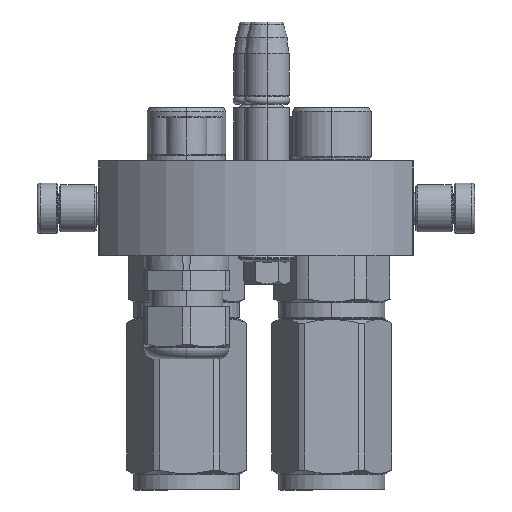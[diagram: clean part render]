
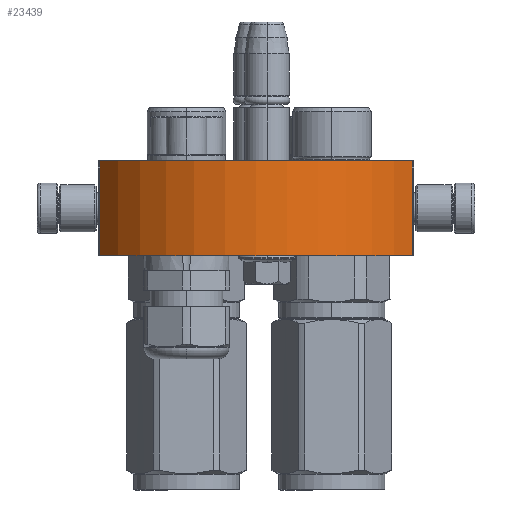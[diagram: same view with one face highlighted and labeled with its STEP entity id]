
A CAD part, left-side view. The second image highlights one B-rep face of the part: STEP entity #23439.
In plain terms, the highlighted cylindrical face has radius 57.25 mm (diameter 114.5 mm), a partial arc.
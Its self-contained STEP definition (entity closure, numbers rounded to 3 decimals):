
#4378 = EDGE_CURVE ( 'NONE', #24775, #28290, #24902, .T. ) ;
#6248 = VERTEX_POINT ( 'NONE', #39080 ) ;
#6872 = AXIS2_PLACEMENT_3D ( 'NONE', #31789, #35413, #39174 ) ;
#7061 = DIRECTION ( 'NONE',  ( 0., 1., 0. ) ) ;
#10486 = CIRCLE ( 'NONE', #24361, 57.25 ) ;
#11067 = DIRECTION ( 'NONE',  ( 1., 0., 0. ) ) ;
#14657 = ORIENTED_EDGE ( 'NONE', *, *, #50018, .T. ) ;
#14880 = DIRECTION ( 'NONE',  ( 0., -1., 0. ) ) ;
#19411 = VECTOR ( 'NONE', #45110, 1000. ) ;
#20020 = VERTEX_POINT ( 'NONE', #30422 ) ;
#23439 = ADVANCED_FACE ( 'NONE', ( #45331 ), #25004, .T. ) ;
#24361 = AXIS2_PLACEMENT_3D ( 'NONE', #25934, #7061, #41569 ) ;
#24574 = ORIENTED_EDGE ( 'NONE', *, *, #4378, .T. ) ;
#24775 = VERTEX_POINT ( 'NONE', #35127 ) ;
#24902 = LINE ( 'NONE', #25847, #19411 ) ;
#25004 = CYLINDRICAL_SURFACE ( 'NONE', #41145, 57.25 ) ;
#25847 = CARTESIAN_POINT ( 'NONE',  ( -49.5, 0., -28.763 ) ) ;
#25934 = CARTESIAN_POINT ( 'NONE',  ( 0., 30., 0. ) ) ;
#27068 = CIRCLE ( 'NONE', #6872, 57.25 ) ;
#28007 = ORIENTED_EDGE ( 'NONE', *, *, #31383, .F. ) ;
#28092 = EDGE_CURVE ( 'NONE', #6248, #20020, #39860, .T. ) ;
#28290 = VERTEX_POINT ( 'NONE', #33486 ) ;
#28848 = CARTESIAN_POINT ( 'NONE',  ( 49.5, 0., -28.763 ) ) ;
#29404 = VECTOR ( 'NONE', #44508, 1000. ) ;
#30422 = CARTESIAN_POINT ( 'NONE',  ( 49.5, 30., -28.763 ) ) ;
#31383 = EDGE_CURVE ( 'NONE', #20020, #28290, #10486, .T. ) ;
#31789 = CARTESIAN_POINT ( 'NONE',  ( 0., 0., 0. ) ) ;
#32939 = EDGE_LOOP ( 'NONE', ( #28007, #48760, #14657, #24574 ) ) ;
#33486 = CARTESIAN_POINT ( 'NONE',  ( -49.5, 30., -28.763 ) ) ;
#35127 = CARTESIAN_POINT ( 'NONE',  ( -49.5, 0., -28.763 ) ) ;
#35413 = DIRECTION ( 'NONE',  ( 0., 1., 0. ) ) ;
#39080 = CARTESIAN_POINT ( 'NONE',  ( 49.5, 0., -28.763 ) ) ;
#39174 = DIRECTION ( 'NONE',  ( 0.865, 0., -0.502 ) ) ;
#39860 = LINE ( 'NONE', #28848, #29404 ) ;
#41145 = AXIS2_PLACEMENT_3D ( 'NONE', #49736, #14880, #11067 ) ;
#41569 = DIRECTION ( 'NONE',  ( 0.865, 0., -0.502 ) ) ;
#44508 = DIRECTION ( 'NONE',  ( 0., 1., 0. ) ) ;
#45110 = DIRECTION ( 'NONE',  ( 0., 1., 0. ) ) ;
#45331 = FACE_OUTER_BOUND ( 'NONE', #32939, .T. ) ;
#48760 = ORIENTED_EDGE ( 'NONE', *, *, #28092, .F. ) ;
#49736 = CARTESIAN_POINT ( 'NONE',  ( 0., 0., 0. ) ) ;
#50018 = EDGE_CURVE ( 'NONE', #6248, #24775, #27068, .T. ) ;
